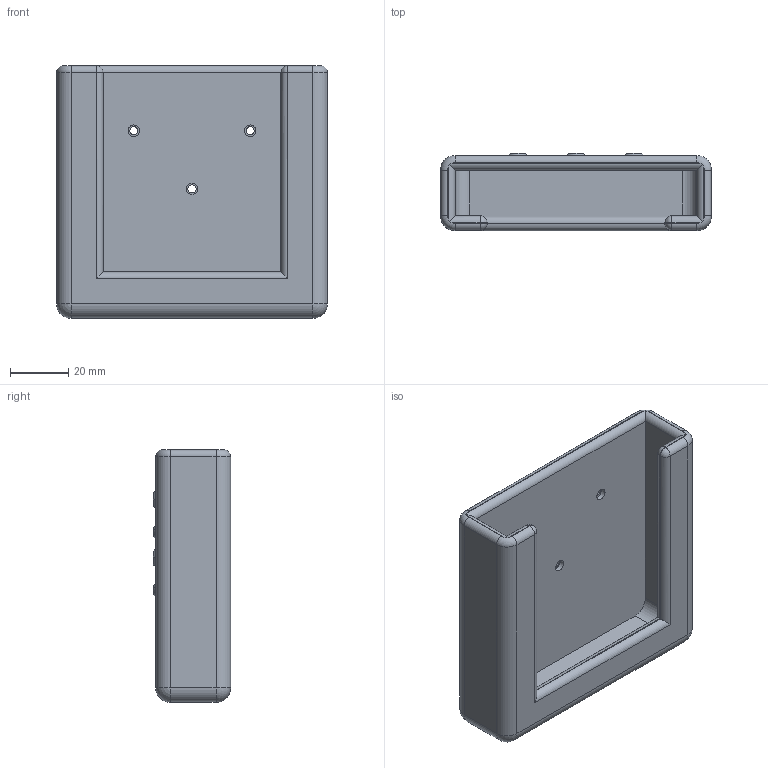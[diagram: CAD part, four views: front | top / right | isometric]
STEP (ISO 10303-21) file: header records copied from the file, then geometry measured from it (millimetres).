
FILE_DESCRIPTION(/* description */ ('STEP AP242','CAx-IF Rec.Pracs.---Representation and Presentation of Product Manufacturing Information (PMI)---4.0---2014-10-13','CAx-IF Rec.Pracs.---3D Tessellated Geometry---0.4---2014-09-14','2;1'),/* implementation_level */ '2;1');
FILE_NAME(/* name */ '67b8ccbc6d30641f80cd1b74',/* time_stamp */ '2025-02-21T18:58:05Z',/* author */ (''),/* organization */ (''),/* preprocessor_version */ 'ST-DEVELOPER v20',/* originating_system */ 'ONSHAPE BY PTC INC, 1.193',/* authorisation */ ' ');
FILE_SCHEMA (('AP242_MANAGED_MODEL_BASED_3D_ENGINEERING_MIM_LF { 1 0 10303 442 1 1 4 }'));
Length unit declared in the file: metre
Products named in the file (1): Part 1
Bounding box: 93.16 x 26.55 x 86.91 mm (x, y, z)
Volume: 75714.8 mm3; surface area: 31742 mm2
Topology: 1 solids, 1 shells, 94 faces, 217 edges, 126 vertices
Faces by surface type: plane 42, cylinder 34, sphere 8, cone 6, torus 4
Full cylindrical faces by diameter (mm): 2.8 x3, 4 x3
Entity records: 2588 total; most frequent: DIRECTION 462, CARTESIAN_POINT 457, ORIENTED_EDGE 406, EDGE_CURVE 203, AXIS2_PLACEMENT_3D 175, VERTEX_POINT 126, EDGE_LOOP 115, FACE_BOUND 115
